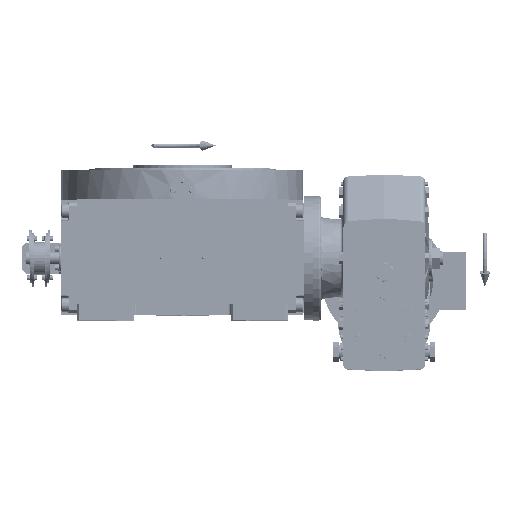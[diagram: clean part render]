
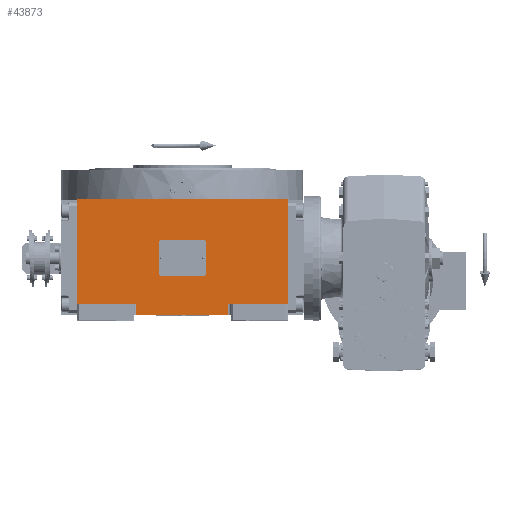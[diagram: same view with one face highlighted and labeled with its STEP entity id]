
A CAD part, top view. The second image highlights one B-rep face of the part: STEP entity #43873.
In plain terms, the highlighted planar face has unit normal (0, 0, 1).
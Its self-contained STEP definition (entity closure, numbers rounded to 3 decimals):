
#1402 = EDGE_CURVE ( 'NONE', #5018, #45316, #93851, .T. ) ;
#1564 = LINE ( 'NONE', #115758, #162683 ) ;
#4012 = CARTESIAN_POINT ( 'NONE',  ( 59., -59., 226. ) ) ;
#4406 = LINE ( 'NONE', #55262, #41895 ) ;
#5018 = VERTEX_POINT ( 'NONE', #4012 ) ;
#7276 = DIRECTION ( 'NONE',  ( 1., 0., 0. ) ) ;
#8359 = VECTOR ( 'NONE', #86410, 1000. ) ;
#9143 = ORIENTED_EDGE ( 'NONE', *, *, #126106, .F. ) ;
#15345 = ORIENTED_EDGE ( 'NONE', *, *, #97275, .T. ) ;
#18197 = DIRECTION ( 'NONE',  ( 1., 0., 0. ) ) ;
#19571 = CARTESIAN_POINT ( 'NONE',  ( -135., 75., 226. ) ) ;
#19827 = PLANE ( 'NONE',  #157912 ) ;
#30275 = ORIENTED_EDGE ( 'NONE', *, *, #102254, .F. ) ;
#30502 = CARTESIAN_POINT ( 'NONE',  ( 59., -59., 226. ) ) ;
#31033 = EDGE_CURVE ( 'NONE', #5018, #147649, #4406, .T. ) ;
#31089 = DIRECTION ( 'NONE',  ( 0., -1., 0. ) ) ;
#36886 = CARTESIAN_POINT ( 'NONE',  ( -135., 75., 226. ) ) ;
#41895 = VECTOR ( 'NONE', #31089, 1000. ) ;
#41990 = EDGE_CURVE ( 'NONE', #52521, #137279, #152187, .T. ) ;
#43873 = ADVANCED_FACE ( 'NONE', ( #145690 ), #19827, .T. ) ;
#45316 = VERTEX_POINT ( 'NONE', #132594 ) ;
#46499 = CARTESIAN_POINT ( 'NONE',  ( -135., -59., 226. ) ) ;
#46735 = ORIENTED_EDGE ( 'NONE', *, *, #31033, .F. ) ;
#52521 = VERTEX_POINT ( 'NONE', #46499 ) ;
#52925 = EDGE_LOOP ( 'NONE', ( #143794, #46735, #90384, #15345, #68946, #9143, #136988, #30275 ) ) ;
#53064 = DIRECTION ( 'NONE',  ( 1., 0., 0. ) ) ;
#55262 = CARTESIAN_POINT ( 'NONE',  ( 59., -59., 226. ) ) ;
#55700 = DIRECTION ( 'NONE',  ( 0., 0., 1. ) ) ;
#64427 = CARTESIAN_POINT ( 'NONE',  ( 135., 75., 226. ) ) ;
#68946 = ORIENTED_EDGE ( 'NONE', *, *, #72296, .F. ) ;
#71978 = CARTESIAN_POINT ( 'NONE',  ( -59., -73., 226. ) ) ;
#72296 = EDGE_CURVE ( 'NONE', #161018, #99120, #110393, .T. ) ;
#73011 = DIRECTION ( 'NONE',  ( 0., 1., 0. ) ) ;
#86410 = DIRECTION ( 'NONE',  ( 1., 0., 0. ) ) ;
#88297 = DIRECTION ( 'NONE',  ( 0., 1., 0. ) ) ;
#90384 = ORIENTED_EDGE ( 'NONE', *, *, #1402, .T. ) ;
#93851 = LINE ( 'NONE', #30502, #133631 ) ;
#96389 = LINE ( 'NONE', #158874, #127499 ) ;
#97275 = EDGE_CURVE ( 'NONE', #45316, #99120, #114409, .T. ) ;
#98131 = LINE ( 'NONE', #148122, #142350 ) ;
#99120 = VERTEX_POINT ( 'NONE', #64427 ) ;
#102254 = EDGE_CURVE ( 'NONE', #162249, #137279, #1564, .T. ) ;
#110393 = LINE ( 'NONE', #19571, #114075 ) ;
#114075 = VECTOR ( 'NONE', #119596, 1000. ) ;
#114409 = LINE ( 'NONE', #148805, #151144 ) ;
#115758 = CARTESIAN_POINT ( 'NONE',  ( -59., -73., 226. ) ) ;
#119047 = CARTESIAN_POINT ( 'NONE',  ( -135., -73., 226. ) ) ;
#119596 = DIRECTION ( 'NONE',  ( 1., 0., 0. ) ) ;
#123006 = DIRECTION ( 'NONE',  ( 0., 1., 0. ) ) ;
#126106 = EDGE_CURVE ( 'NONE', #52521, #161018, #96389, .T. ) ;
#127499 = VECTOR ( 'NONE', #123006, 1000. ) ;
#132594 = CARTESIAN_POINT ( 'NONE',  ( 135., -59., 226. ) ) ;
#133631 = VECTOR ( 'NONE', #53064, 1000. ) ;
#136988 = ORIENTED_EDGE ( 'NONE', *, *, #41990, .T. ) ;
#137279 = VERTEX_POINT ( 'NONE', #152414 ) ;
#142350 = VECTOR ( 'NONE', #7276, 1000. ) ;
#143794 = ORIENTED_EDGE ( 'NONE', *, *, #153717, .T. ) ;
#145690 = FACE_OUTER_BOUND ( 'NONE', #52925, .T. ) ;
#147649 = VERTEX_POINT ( 'NONE', #151676 ) ;
#148122 = CARTESIAN_POINT ( 'NONE',  ( -59., -73., 226. ) ) ;
#148805 = CARTESIAN_POINT ( 'NONE',  ( 135., -59., 226. ) ) ;
#150533 = CARTESIAN_POINT ( 'NONE',  ( -135., -59., 226. ) ) ;
#151144 = VECTOR ( 'NONE', #73011, 1000. ) ;
#151676 = CARTESIAN_POINT ( 'NONE',  ( 59., -73., 226. ) ) ;
#152187 = LINE ( 'NONE', #150533, #8359 ) ;
#152414 = CARTESIAN_POINT ( 'NONE',  ( -59., -59., 226. ) ) ;
#153717 = EDGE_CURVE ( 'NONE', #162249, #147649, #98131, .T. ) ;
#157912 = AXIS2_PLACEMENT_3D ( 'NONE', #119047, #55700, #18197 ) ;
#158874 = CARTESIAN_POINT ( 'NONE',  ( -135., -59., 226. ) ) ;
#161018 = VERTEX_POINT ( 'NONE', #36886 ) ;
#162249 = VERTEX_POINT ( 'NONE', #71978 ) ;
#162683 = VECTOR ( 'NONE', #88297, 1000. ) ;
